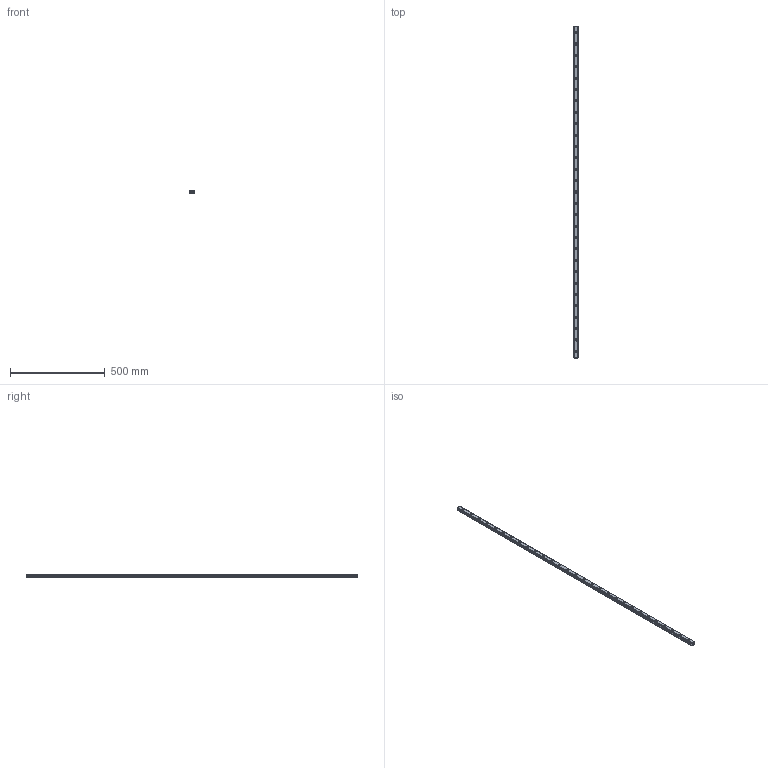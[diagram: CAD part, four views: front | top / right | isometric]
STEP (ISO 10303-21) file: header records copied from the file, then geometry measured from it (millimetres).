
FILE_DESCRIPTION(('STEP AP214'),'1');
FILE_NAME('cctmp_3C0962C4-1691-42AA-B67E-EDA538E1972F_2021_02_10_08_43_52_0297..stp','2021-02-10T07:43:52',('HIWIN GmbH'),('CADClick - www.CADClick.com'),'Spatial InterOp 3D',' ','unknown authorization');
FILE_SCHEMA(('AUTOMOTIVE_DESIGN'));
Length unit declared in the file: millimetre
Products named in the file (1): EGR25R1750C_FILE
Bounding box: 23 x 1750 x 18 mm (x, y, z)
Volume: 602077.1 mm3; surface area: 162815.5 mm2
Topology: 1 solids, 1 shells, 453 faces, 1167 edges, 778 vertices
Faces by surface type: plane 259, cylinder 194
Entity records: 17749 total; most frequent: DIRECTION 2695, CARTESIAN_POINT 2399, ORIENTED_EDGE 2334, EDGE_CURVE 1167, AXIS2_PLACEMENT_3D 1074, VERTEX_POINT 778, LINE 547, VECTOR 547
